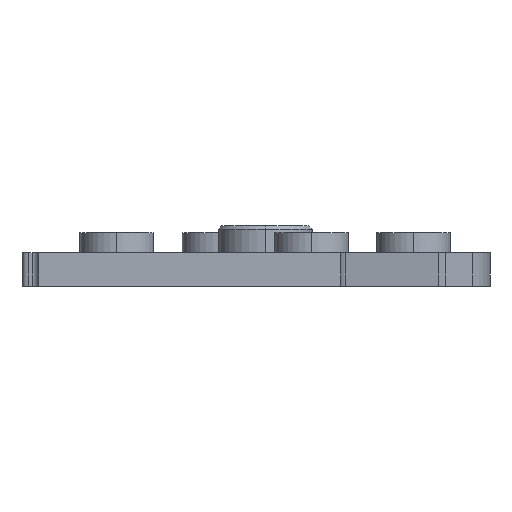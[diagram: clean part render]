
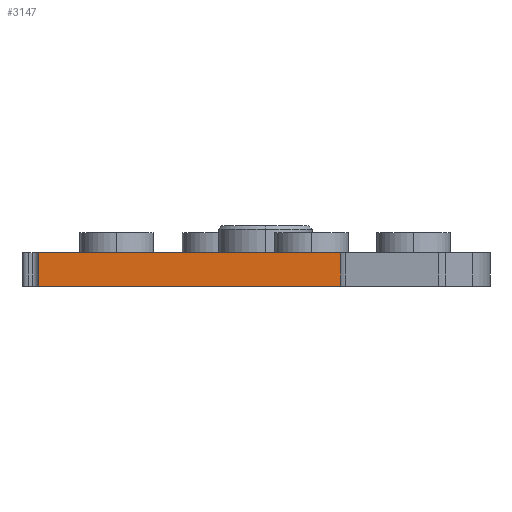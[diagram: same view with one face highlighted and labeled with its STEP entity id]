
A CAD part, left-side view. The second image highlights one B-rep face of the part: STEP entity #3147.
In plain terms, the highlighted planar face has unit normal (-1, 0, 0).
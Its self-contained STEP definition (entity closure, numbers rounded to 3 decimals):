
#284 = CARTESIAN_POINT ( 'NONE',  ( -91.299, 0.003, -5. ) ) ;
#357 = VECTOR ( 'NONE', #1419, 1000. ) ;
#440 = EDGE_CURVE ( 'NONE', #4945, #935, #1006, .T. ) ;
#445 = CARTESIAN_POINT ( 'NONE',  ( -91.297, -44.999, 0. ) ) ;
#589 = CARTESIAN_POINT ( 'NONE',  ( -91.297, -44.999, -5. ) ) ;
#728 = LINE ( 'NONE', #284, #3948 ) ;
#813 = EDGE_LOOP ( 'NONE', ( #5386, #3495, #2607, #2280 ) ) ;
#815 = AXIS2_PLACEMENT_3D ( 'NONE', #4602, #2452, #3330 ) ;
#935 = VERTEX_POINT ( 'NONE', #445 ) ;
#1006 = LINE ( 'NONE', #2807, #2062 ) ;
#1125 = EDGE_CURVE ( 'NONE', #1392, #4945, #3524, .T. ) ;
#1155 = PLANE ( 'NONE',  #815 ) ;
#1392 = VERTEX_POINT ( 'NONE', #2397 ) ;
#1419 = DIRECTION ( 'NONE',  ( 0., -1., 0. ) ) ;
#2062 = VECTOR ( 'NONE', #2342, 1000. ) ;
#2213 = FACE_OUTER_BOUND ( 'NONE', #813, .T. ) ;
#2280 = ORIENTED_EDGE ( 'NONE', *, *, #440, .T. ) ;
#2319 = DIRECTION ( 'NONE',  ( 0., -1., 0. ) ) ;
#2337 = DIRECTION ( 'NONE',  ( 0., 0., 1. ) ) ;
#2342 = DIRECTION ( 'NONE',  ( 0., 0., 1. ) ) ;
#2397 = CARTESIAN_POINT ( 'NONE',  ( -91.299, 0.003, -5. ) ) ;
#2452 = DIRECTION ( 'NONE',  ( -1., 0., 0. ) ) ;
#2539 = CARTESIAN_POINT ( 'NONE',  ( -91.297, -44.999, -5. ) ) ;
#2583 = CARTESIAN_POINT ( 'NONE',  ( -91.299, 0.003, 0. ) ) ;
#2607 = ORIENTED_EDGE ( 'NONE', *, *, #1125, .T. ) ;
#2807 = CARTESIAN_POINT ( 'NONE',  ( -91.297, -44.999, -5. ) ) ;
#2822 = VERTEX_POINT ( 'NONE', #2583 ) ;
#2985 = EDGE_CURVE ( 'NONE', #1392, #2822, #728, .T. ) ;
#3147 = ADVANCED_FACE ( 'NONE', ( #2213 ), #1155, .T. ) ;
#3330 = DIRECTION ( 'NONE',  ( 0., -1., 0. ) ) ;
#3495 = ORIENTED_EDGE ( 'NONE', *, *, #2985, .F. ) ;
#3524 = LINE ( 'NONE', #589, #357 ) ;
#3848 = EDGE_CURVE ( 'NONE', #2822, #935, #4193, .T. ) ;
#3948 = VECTOR ( 'NONE', #2337, 1000. ) ;
#4193 = LINE ( 'NONE', #4566, #5274 ) ;
#4566 = CARTESIAN_POINT ( 'NONE',  ( -91.297, -44.999, 0. ) ) ;
#4602 = CARTESIAN_POINT ( 'NONE',  ( -91.297, -44.999, -5. ) ) ;
#4945 = VERTEX_POINT ( 'NONE', #2539 ) ;
#5274 = VECTOR ( 'NONE', #2319, 1000. ) ;
#5386 = ORIENTED_EDGE ( 'NONE', *, *, #3848, .F. ) ;
